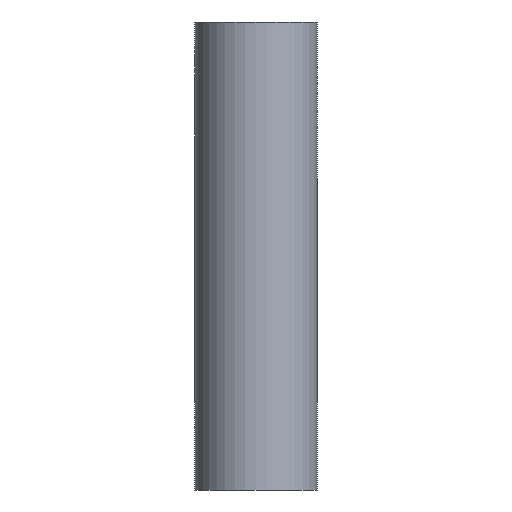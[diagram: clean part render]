
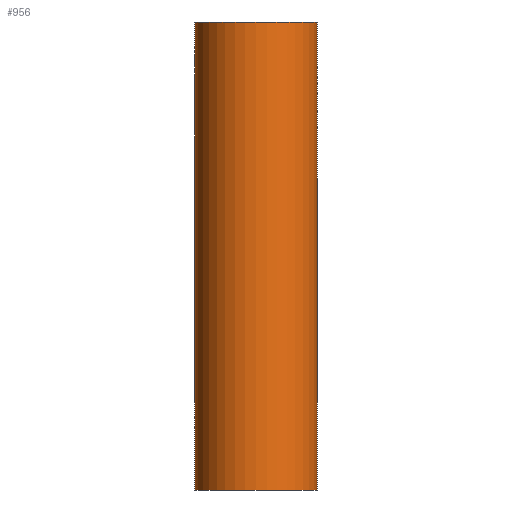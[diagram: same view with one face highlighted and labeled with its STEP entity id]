
A CAD part, front view. The second image highlights one B-rep face of the part: STEP entity #956.
In plain terms, the highlighted cylindrical face has radius 80.01 mm (diameter 160.02 mm), a partial arc.
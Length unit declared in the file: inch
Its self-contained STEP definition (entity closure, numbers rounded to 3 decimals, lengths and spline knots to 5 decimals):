
#63 = DIRECTION ( 'NONE',  ( 1., 0., 0. ) ) ;
#112 = EDGE_CURVE ( 'NONE', #361, #196, #552, .T. ) ;
#129 = CARTESIAN_POINT ( 'NONE',  ( -3.15, 0., -16. ) ) ;
#133 = CYLINDRICAL_SURFACE ( 'NONE', #391, 3.15 ) ;
#138 = DIRECTION ( 'NONE',  ( 0., 0., 1. ) ) ;
#145 = CARTESIAN_POINT ( 'NONE',  ( -3.15, 0., -16. ) ) ;
#157 = DIRECTION ( 'NONE',  ( -1., 0., 0. ) ) ;
#159 = LINE ( 'NONE', #199, #811 ) ;
#162 = VERTEX_POINT ( 'NONE', #296 ) ;
#180 = EDGE_CURVE ( 'NONE', #435, #234, #159, .T. ) ;
#188 = VECTOR ( 'NONE', #409, 39.37008 ) ;
#196 = VERTEX_POINT ( 'NONE', #129 ) ;
#199 = CARTESIAN_POINT ( 'NONE',  ( -3.15, 0., -16. ) ) ;
#211 = CARTESIAN_POINT ( 'NONE',  ( 3.15, 0., 8. ) ) ;
#234 = VERTEX_POINT ( 'NONE', #1047 ) ;
#239 = EDGE_CURVE ( 'NONE', #410, #234, #997, .T. ) ;
#296 = CARTESIAN_POINT ( 'NONE',  ( 3.15, 0., 0. ) ) ;
#360 = CARTESIAN_POINT ( 'NONE',  ( 0., 0., -16. ) ) ;
#361 = VERTEX_POINT ( 'NONE', #949 ) ;
#391 = AXIS2_PLACEMENT_3D ( 'NONE', #668, #419, #63 ) ;
#398 = DIRECTION ( 'NONE',  ( 0., 0., -1. ) ) ;
#409 = DIRECTION ( 'NONE',  ( 0., 0., 1. ) ) ;
#410 = VERTEX_POINT ( 'NONE', #211 ) ;
#419 = DIRECTION ( 'NONE',  ( 0., 0., 1. ) ) ;
#420 = CARTESIAN_POINT ( 'NONE',  ( 0., 0., 8. ) ) ;
#435 = VERTEX_POINT ( 'NONE', #744 ) ;
#482 = AXIS2_PLACEMENT_3D ( 'NONE', #420, #398, #157 ) ;
#494 = DIRECTION ( 'NONE',  ( 0., 0., 1. ) ) ;
#525 = EDGE_CURVE ( 'NONE', #162, #410, #944, .T. ) ;
#552 = CIRCLE ( 'NONE', #999, 3.15 ) ;
#559 = ORIENTED_EDGE ( 'NONE', *, *, #803, .T. ) ;
#593 = ORIENTED_EDGE ( 'NONE', *, *, #180, .F. ) ;
#620 = FACE_OUTER_BOUND ( 'NONE', #996, .T. ) ;
#668 = CARTESIAN_POINT ( 'NONE',  ( 0., 0., -16. ) ) ;
#690 = DIRECTION ( 'NONE',  ( 0., 0., 1. ) ) ;
#744 = CARTESIAN_POINT ( 'NONE',  ( -3.15, 0., 0. ) ) ;
#777 = ORIENTED_EDGE ( 'NONE', *, *, #239, .T. ) ;
#781 = DIRECTION ( 'NONE',  ( 0., 0., -1. ) ) ;
#785 = VECTOR ( 'NONE', #494, 39.37008 ) ;
#803 = EDGE_CURVE ( 'NONE', #361, #162, #808, .T. ) ;
#808 = LINE ( 'NONE', #1060, #785 ) ;
#811 = VECTOR ( 'NONE', #138, 39.37008 ) ;
#829 = CARTESIAN_POINT ( 'NONE',  ( 3.15, 0., -16. ) ) ;
#864 = LINE ( 'NONE', #145, #188 ) ;
#876 = EDGE_CURVE ( 'NONE', #196, #435, #864, .T. ) ;
#893 = ORIENTED_EDGE ( 'NONE', *, *, #876, .F. ) ;
#921 = VECTOR ( 'NONE', #690, 39.37008 ) ;
#944 = LINE ( 'NONE', #829, #921 ) ;
#949 = CARTESIAN_POINT ( 'NONE',  ( 3.15, 0., -16. ) ) ;
#956 = ADVANCED_FACE ( 'NONE', ( #620 ), #133, .T. ) ;
#965 = DIRECTION ( 'NONE',  ( -1., 0., 0. ) ) ;
#996 = EDGE_LOOP ( 'NONE', ( #893, #1030, #559, #1063, #777, #593 ) ) ;
#997 = CIRCLE ( 'NONE', #482, 3.15 ) ;
#999 = AXIS2_PLACEMENT_3D ( 'NONE', #360, #781, #965 ) ;
#1030 = ORIENTED_EDGE ( 'NONE', *, *, #112, .F. ) ;
#1047 = CARTESIAN_POINT ( 'NONE',  ( -3.15, 0., 8. ) ) ;
#1060 = CARTESIAN_POINT ( 'NONE',  ( 3.15, 0., -16. ) ) ;
#1063 = ORIENTED_EDGE ( 'NONE', *, *, #525, .T. ) ;
